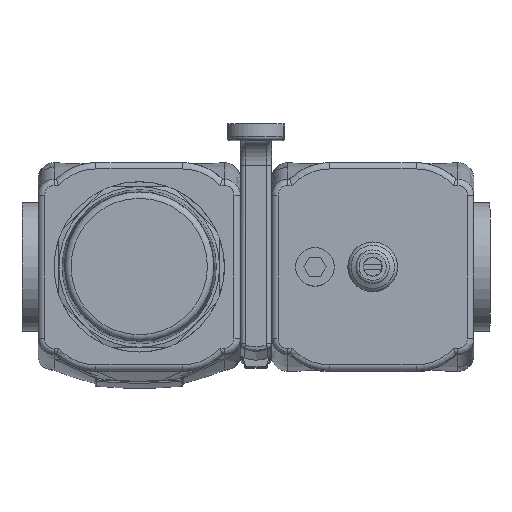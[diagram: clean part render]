
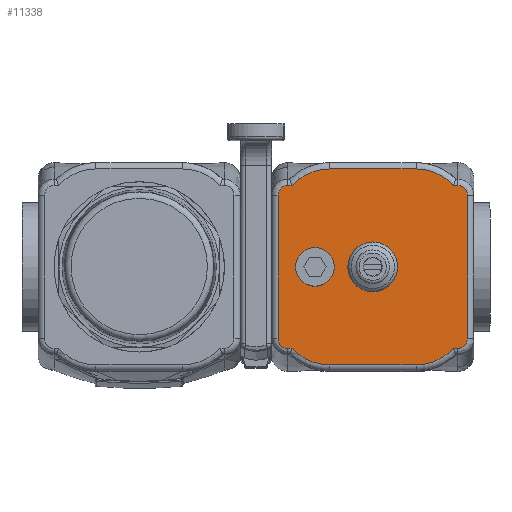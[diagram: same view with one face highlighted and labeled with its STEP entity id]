
A CAD part, top view. The second image highlights one B-rep face of the part: STEP entity #11338.
In plain terms, the highlighted planar face has unit normal (0, 0, 1).
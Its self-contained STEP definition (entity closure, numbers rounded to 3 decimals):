
#390=PLANE('',#12022);
#678=B_SPLINE_CURVE_WITH_KNOTS('',3,(#19088,#19089,#19090,#19091,#19092,
#19093),.UNSPECIFIED.,.F.,.F.,(4,1,1,4),(0.,0.205,0.341,
0.478),.UNSPECIFIED.);
#679=B_SPLINE_CURVE_WITH_KNOTS('',3,(#19097,#19098,#19099,#19100,#19101),
 .UNSPECIFIED.,.F.,.F.,(4,1,4),(0.,0.205,0.477),
 .UNSPECIFIED.);
#680=B_SPLINE_CURVE_WITH_KNOTS('',3,(#19113,#19114,#19115,#19116,#19117),
 .UNSPECIFIED.,.F.,.F.,(4,1,4),(0.,0.273,0.478),
 .UNSPECIFIED.);
#681=B_SPLINE_CURVE_WITH_KNOTS('',3,(#19121,#19122,#19123,#19124,#19125),
 .UNSPECIFIED.,.F.,.F.,(4,1,4),(0.,0.205,0.477),
 .UNSPECIFIED.);
#1231=LINE('',#19081,#1811);
#1232=LINE('',#19086,#1812);
#1233=LINE('',#19095,#1813);
#1234=LINE('',#19103,#1814);
#1235=LINE('',#19107,#1815);
#1236=LINE('',#19111,#1816);
#1237=LINE('',#19119,#1817);
#1238=LINE('',#19127,#1818);
#1811=VECTOR('',#13774,1000.);
#1812=VECTOR('',#13777,1000.);
#1813=VECTOR('',#13778,1000.);
#1814=VECTOR('',#13779,1000.);
#1815=VECTOR('',#13782,1000.);
#1816=VECTOR('',#13785,1000.);
#1817=VECTOR('',#13786,1000.);
#1818=VECTOR('',#13787,1000.);
#3843=ORIENTED_EDGE('',*,*,#5268,.T.);
#3844=ORIENTED_EDGE('',*,*,#5269,.T.);
#3845=ORIENTED_EDGE('',*,*,#5270,.F.);
#3846=ORIENTED_EDGE('',*,*,#5271,.F.);
#3847=ORIENTED_EDGE('',*,*,#5272,.F.);
#3848=ORIENTED_EDGE('',*,*,#5273,.F.);
#3849=ORIENTED_EDGE('',*,*,#5274,.F.);
#3850=ORIENTED_EDGE('',*,*,#5275,.F.);
#3851=ORIENTED_EDGE('',*,*,#5276,.F.);
#3852=ORIENTED_EDGE('',*,*,#5277,.F.);
#3853=ORIENTED_EDGE('',*,*,#5278,.F.);
#3854=ORIENTED_EDGE('',*,*,#5279,.F.);
#3855=ORIENTED_EDGE('',*,*,#5280,.F.);
#3856=ORIENTED_EDGE('',*,*,#5281,.F.);
#3857=ORIENTED_EDGE('',*,*,#5282,.F.);
#3858=ORIENTED_EDGE('',*,*,#5283,.F.);
#3859=ORIENTED_EDGE('',*,*,#5284,.F.);
#3860=ORIENTED_EDGE('',*,*,#5285,.F.);
#5268=EDGE_CURVE('',#6121,#6121,#6474,.T.);
#5269=EDGE_CURVE('',#6122,#6122,#6475,.T.);
#5270=EDGE_CURVE('',#6123,#6124,#1231,.T.);
#5271=EDGE_CURVE('',#6125,#6123,#6476,.T.);
#5272=EDGE_CURVE('',#6126,#6125,#1232,.T.);
#5273=EDGE_CURVE('',#6127,#6126,#678,.T.);
#5274=EDGE_CURVE('',#6128,#6127,#1233,.T.);
#5275=EDGE_CURVE('',#6129,#6128,#679,.T.);
#5276=EDGE_CURVE('',#6130,#6129,#1234,.T.);
#5277=EDGE_CURVE('',#6131,#6130,#6477,.T.);
#5278=EDGE_CURVE('',#6132,#6131,#1235,.T.);
#5279=EDGE_CURVE('',#6133,#6132,#6478,.T.);
#5280=EDGE_CURVE('',#6134,#6133,#1236,.T.);
#5281=EDGE_CURVE('',#6135,#6134,#680,.T.);
#5282=EDGE_CURVE('',#6136,#6135,#1237,.T.);
#5283=EDGE_CURVE('',#6137,#6136,#681,.T.);
#5284=EDGE_CURVE('',#6138,#6137,#1238,.T.);
#5285=EDGE_CURVE('',#6124,#6138,#6479,.T.);
#6121=VERTEX_POINT('',#19078);
#6122=VERTEX_POINT('',#19080);
#6123=VERTEX_POINT('',#19082);
#6124=VERTEX_POINT('',#19083);
#6125=VERTEX_POINT('',#19085);
#6126=VERTEX_POINT('',#19087);
#6127=VERTEX_POINT('',#19094);
#6128=VERTEX_POINT('',#19096);
#6129=VERTEX_POINT('',#19102);
#6130=VERTEX_POINT('',#19104);
#6131=VERTEX_POINT('',#19106);
#6132=VERTEX_POINT('',#19108);
#6133=VERTEX_POINT('',#19110);
#6134=VERTEX_POINT('',#19112);
#6135=VERTEX_POINT('',#19118);
#6136=VERTEX_POINT('',#19120);
#6137=VERTEX_POINT('',#19126);
#6138=VERTEX_POINT('',#19128);
#6474=CIRCLE('',#12023,7.75);
#6475=CIRCLE('',#12024,6.);
#6476=CIRCLE('',#12025,15.5);
#6477=CIRCLE('',#12026,15.5);
#6478=CIRCLE('',#12027,15.5);
#6479=CIRCLE('',#12028,15.5);
#6998=EDGE_LOOP('',(#3843));
#6999=EDGE_LOOP('',(#3844));
#7000=EDGE_LOOP('',(#3845,#3846,#3847,#3848,#3849,#3850,#3851,#3852,#3853,
#3854,#3855,#3856,#3857,#3858,#3859,#3860));
#7600=FACE_BOUND('',#6998,.T.);
#7601=FACE_BOUND('',#6999,.T.);
#7602=FACE_BOUND('',#7000,.T.);
#11338=ADVANCED_FACE('',(#7600,#7601,#7602),#390,.T.);
#12022=AXIS2_PLACEMENT_3D('',#19076,#13768,#13769);
#12023=AXIS2_PLACEMENT_3D('',#19077,#13770,#13771);
#12024=AXIS2_PLACEMENT_3D('',#19079,#13772,#13773);
#12025=AXIS2_PLACEMENT_3D('',#19084,#13775,#13776);
#12026=AXIS2_PLACEMENT_3D('',#19105,#13780,#13781);
#12027=AXIS2_PLACEMENT_3D('',#19109,#13783,#13784);
#12028=AXIS2_PLACEMENT_3D('',#19129,#13788,#13789);
#13768=DIRECTION('',(0.,0.,1.));
#13769=DIRECTION('',(1.,0.,0.));
#13770=DIRECTION('',(0.,0.,-1.));
#13771=DIRECTION('',(1.,0.,0.));
#13772=DIRECTION('',(0.,0.,-1.));
#13773=DIRECTION('',(-1.,0.,0.));
#13774=DIRECTION('',(1.,0.,0.));
#13775=DIRECTION('',(0.,0.,-1.));
#13776=DIRECTION('',(-0.401,0.916,0.));
#13777=DIRECTION('',(1.,0.,0.));
#13778=DIRECTION('',(0.,1.,0.));
#13779=DIRECTION('',(-1.,0.,0.));
#13780=DIRECTION('',(0.,0.,-1.));
#13781=DIRECTION('',(-0.401,-0.916,0.));
#13782=DIRECTION('',(-1.,0.,0.));
#13783=DIRECTION('',(0.,0.,-1.));
#13784=DIRECTION('',(0.401,-0.916,0.));
#13785=DIRECTION('',(-1.,0.,0.));
#13786=DIRECTION('',(0.,-1.,0.));
#13787=DIRECTION('',(1.,0.,0.));
#13788=DIRECTION('',(0.,0.,-1.));
#13789=DIRECTION('',(0.401,0.916,0.));
#19076=CARTESIAN_POINT('',(0.,0.,40.));
#19077=CARTESIAN_POINT('',(0.,0.,40.));
#19078=CARTESIAN_POINT('',(7.75,0.,40.));
#19079=CARTESIAN_POINT('',(-18.,0.,40.));
#19080=CARTESIAN_POINT('',(-24.,0.,40.));
#19081=CARTESIAN_POINT('',(-13.5,30.5,40.));
#19082=CARTESIAN_POINT('',(-13.5,30.5,40.));
#19083=CARTESIAN_POINT('',(13.5,30.5,40.));
#19084=CARTESIAN_POINT('',(-13.5,15.,40.));
#19085=CARTESIAN_POINT('',(-25.03,25.359,40.));
#19086=CARTESIAN_POINT('',(-26.5,25.359,40.));
#19087=CARTESIAN_POINT('',(-26.5,25.359,40.));
#19088=CARTESIAN_POINT('',(-29.5,22.244,40.));
#19089=CARTESIAN_POINT('',(-29.5,22.927,40.));
#19090=CARTESIAN_POINT('',(-29.127,24.069,40.));
#19091=CARTESIAN_POINT('',(-27.871,25.136,40.));
#19092=CARTESIAN_POINT('',(-26.955,25.359,40.));
#19093=CARTESIAN_POINT('',(-26.5,25.359,40.));
#19094=CARTESIAN_POINT('',(-29.5,22.244,40.));
#19095=CARTESIAN_POINT('',(-29.5,-22.244,40.));
#19096=CARTESIAN_POINT('',(-29.5,-22.244,40.));
#19097=CARTESIAN_POINT('',(-26.5,-25.359,40.));
#19098=CARTESIAN_POINT('',(-27.182,-25.359,40.));
#19099=CARTESIAN_POINT('',(-28.784,-24.758,40.));
#19100=CARTESIAN_POINT('',(-29.5,-23.153,40.));
#19101=CARTESIAN_POINT('',(-29.5,-22.244,40.));
#19102=CARTESIAN_POINT('',(-26.5,-25.359,40.));
#19103=CARTESIAN_POINT('',(-25.03,-25.359,40.));
#19104=CARTESIAN_POINT('',(-25.03,-25.359,40.));
#19105=CARTESIAN_POINT('',(-13.5,-15.,40.));
#19106=CARTESIAN_POINT('',(-13.5,-30.5,40.));
#19107=CARTESIAN_POINT('',(13.5,-30.5,40.));
#19108=CARTESIAN_POINT('',(13.5,-30.5,40.));
#19109=CARTESIAN_POINT('',(13.5,-15.,40.));
#19110=CARTESIAN_POINT('',(25.03,-25.359,40.));
#19111=CARTESIAN_POINT('',(26.5,-25.359,40.));
#19112=CARTESIAN_POINT('',(26.5,-25.359,40.));
#19113=CARTESIAN_POINT('',(29.5,-22.244,40.));
#19114=CARTESIAN_POINT('',(29.5,-23.155,40.));
#19115=CARTESIAN_POINT('',(28.788,-24.752,40.));
#19116=CARTESIAN_POINT('',(27.183,-25.359,40.));
#19117=CARTESIAN_POINT('',(26.5,-25.359,40.));
#19118=CARTESIAN_POINT('',(29.5,-22.244,40.));
#19119=CARTESIAN_POINT('',(29.5,22.244,40.));
#19120=CARTESIAN_POINT('',(29.5,22.244,40.));
#19121=CARTESIAN_POINT('',(26.5,25.359,40.));
#19122=CARTESIAN_POINT('',(27.182,25.359,40.));
#19123=CARTESIAN_POINT('',(28.784,24.758,40.));
#19124=CARTESIAN_POINT('',(29.5,23.153,40.));
#19125=CARTESIAN_POINT('',(29.5,22.244,40.));
#19126=CARTESIAN_POINT('',(26.5,25.359,40.));
#19127=CARTESIAN_POINT('',(25.03,25.359,40.));
#19128=CARTESIAN_POINT('',(25.03,25.359,40.));
#19129=CARTESIAN_POINT('',(13.5,15.,40.));
